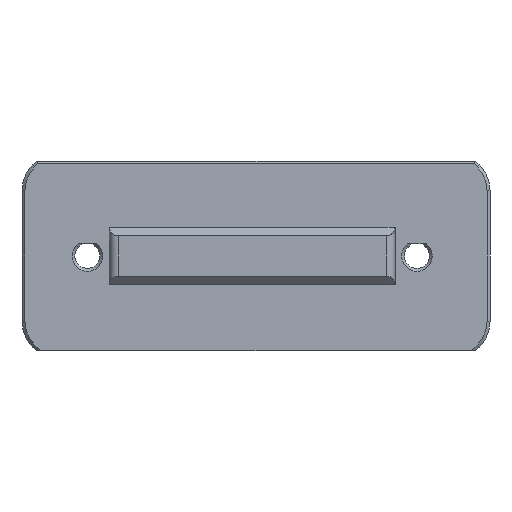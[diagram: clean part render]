
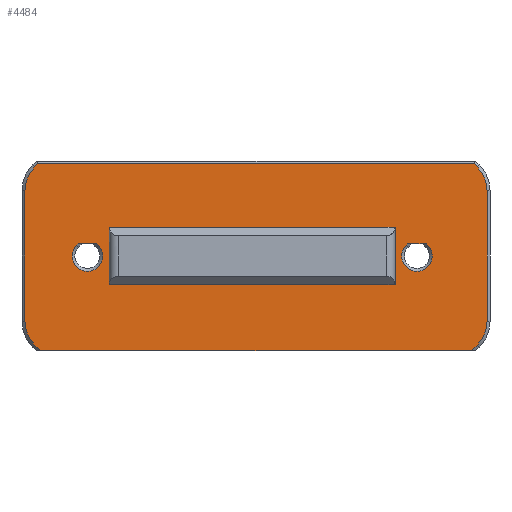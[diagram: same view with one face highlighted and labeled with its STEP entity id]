
A CAD part, left-side view. The second image highlights one B-rep face of the part: STEP entity #4484.
In plain terms, the highlighted planar face has unit normal (-1, 0, 0).
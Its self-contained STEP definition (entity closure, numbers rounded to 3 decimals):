
#114=FACE_BOUND('',#931,.T.);
#115=FACE_BOUND('',#932,.T.);
#116=FACE_BOUND('',#933,.T.);
#245=PLANE('',#4752);
#666=FACE_OUTER_BOUND('',#930,.T.);
#930=EDGE_LOOP('',(#4200,#4201,#4202,#4203,#4204,#4205,#4206,#4207,#4208,
#4209,#4210,#4211));
#931=EDGE_LOOP('',(#4212,#4213,#4214,#4215));
#932=EDGE_LOOP('',(#4216,#4217,#4218,#4219));
#933=EDGE_LOOP('',(#4220,#4221,#4222,#4223));
#1037=LINE('',#6635,#1459);
#1040=LINE('',#6646,#1462);
#1051=LINE('',#6670,#1473);
#1054=LINE('',#6681,#1476);
#1062=LINE('',#6700,#1484);
#1068=LINE('',#6711,#1490);
#1070=LINE('',#6717,#1492);
#1076=LINE('',#6732,#1498);
#1079=LINE('',#6741,#1501);
#1081=LINE('',#6750,#1503);
#1087=LINE('',#6765,#1509);
#1120=LINE('',#6837,#1542);
#1147=LINE('',#6907,#1569);
#1149=LINE('',#6913,#1571);
#1152=LINE('',#6921,#1574);
#1153=LINE('',#6923,#1575);
#1352=LINE('',#8380,#1774);
#1353=LINE('',#8382,#1775);
#1459=VECTOR('',#5024,10.);
#1462=VECTOR('',#5035,10.);
#1473=VECTOR('',#5056,10.);
#1476=VECTOR('',#5067,10.);
#1484=VECTOR('',#5085,10.);
#1490=VECTOR('',#5093,10.);
#1492=VECTOR('',#5097,10.);
#1498=VECTOR('',#5111,10.);
#1501=VECTOR('',#5122,10.);
#1503=VECTOR('',#5132,10.);
#1509=VECTOR('',#5146,10.);
#1542=VECTOR('',#5233,10.);
#1569=VECTOR('',#5302,10.);
#1571=VECTOR('',#5308,10.);
#1574=VECTOR('',#5317,10.);
#1575=VECTOR('',#5320,10.);
#1774=VECTOR('',#5663,10.);
#1775=VECTOR('',#5666,10.);
#1826=CIRCLE('',#4583,2.1);
#1829=CIRCLE('',#4592,2.1);
#1833=CIRCLE('',#4604,4.6);
#1835=CIRCLE('',#4608,4.6);
#1837=CIRCLE('',#4612,4.6);
#1839=CIRCLE('',#4616,4.6);
#2028=VERTEX_POINT('',#6628);
#2031=VERTEX_POINT('',#6633);
#2033=VERTEX_POINT('',#6638);
#2035=VERTEX_POINT('',#6644);
#2040=VERTEX_POINT('',#6663);
#2043=VERTEX_POINT('',#6668);
#2045=VERTEX_POINT('',#6673);
#2047=VERTEX_POINT('',#6679);
#2052=VERTEX_POINT('',#6698);
#2053=VERTEX_POINT('',#6699);
#2057=VERTEX_POINT('',#6709);
#2059=VERTEX_POINT('',#6714);
#2060=VERTEX_POINT('',#6716);
#2062=VERTEX_POINT('',#6722);
#2064=VERTEX_POINT('',#6728);
#2066=VERTEX_POINT('',#6734);
#2068=VERTEX_POINT('',#6743);
#2070=VERTEX_POINT('',#6749);
#2072=VERTEX_POINT('',#6755);
#2074=VERTEX_POINT('',#6761);
#2106=VERTEX_POINT('',#6900);
#2109=VERTEX_POINT('',#6905);
#2111=VERTEX_POINT('',#6911);
#2113=VERTEX_POINT('',#6919);
#2492=EDGE_CURVE('',#2031,#2028,#1037,.T.);
#2494=EDGE_CURVE('',#2033,#2031,#1826,.T.);
#2497=EDGE_CURVE('',#2035,#2033,#1040,.T.);
#2509=EDGE_CURVE('',#2043,#2040,#1051,.T.);
#2511=EDGE_CURVE('',#2045,#2043,#1829,.T.);
#2514=EDGE_CURVE('',#2047,#2045,#1054,.T.);
#2523=EDGE_CURVE('',#2052,#2053,#1062,.T.);
#2529=EDGE_CURVE('',#2057,#2052,#1068,.T.);
#2531=EDGE_CURVE('',#2059,#2060,#1070,.T.);
#2536=EDGE_CURVE('',#2060,#2062,#1833,.T.);
#2539=EDGE_CURVE('',#2062,#2064,#1076,.T.);
#2542=EDGE_CURVE('',#2064,#2066,#1835,.T.);
#2544=EDGE_CURVE('',#2066,#2057,#1079,.T.);
#2547=EDGE_CURVE('',#2053,#2068,#1837,.T.);
#2548=EDGE_CURVE('',#2068,#2070,#1081,.T.);
#2553=EDGE_CURVE('',#2070,#2072,#1839,.T.);
#2556=EDGE_CURVE('',#2072,#2074,#1087,.T.);
#2593=EDGE_CURVE('',#2074,#2059,#1120,.T.);
#2628=EDGE_CURVE('',#2106,#2109,#1147,.T.);
#2631=EDGE_CURVE('',#2109,#2111,#1149,.T.);
#2635=EDGE_CURVE('',#2111,#2113,#1152,.T.);
#2636=EDGE_CURVE('',#2113,#2106,#1153,.T.);
#2917=EDGE_CURVE('',#2047,#2040,#1352,.T.);
#2918=EDGE_CURVE('',#2035,#2028,#1353,.T.);
#4200=ORIENTED_EDGE('',*,*,#2531,.F.);
#4201=ORIENTED_EDGE('',*,*,#2593,.F.);
#4202=ORIENTED_EDGE('',*,*,#2556,.F.);
#4203=ORIENTED_EDGE('',*,*,#2553,.F.);
#4204=ORIENTED_EDGE('',*,*,#2548,.F.);
#4205=ORIENTED_EDGE('',*,*,#2547,.F.);
#4206=ORIENTED_EDGE('',*,*,#2523,.F.);
#4207=ORIENTED_EDGE('',*,*,#2529,.F.);
#4208=ORIENTED_EDGE('',*,*,#2544,.F.);
#4209=ORIENTED_EDGE('',*,*,#2542,.F.);
#4210=ORIENTED_EDGE('',*,*,#2539,.F.);
#4211=ORIENTED_EDGE('',*,*,#2536,.F.);
#4212=ORIENTED_EDGE('',*,*,#2918,.T.);
#4213=ORIENTED_EDGE('',*,*,#2492,.F.);
#4214=ORIENTED_EDGE('',*,*,#2494,.F.);
#4215=ORIENTED_EDGE('',*,*,#2497,.F.);
#4216=ORIENTED_EDGE('',*,*,#2917,.T.);
#4217=ORIENTED_EDGE('',*,*,#2509,.F.);
#4218=ORIENTED_EDGE('',*,*,#2511,.F.);
#4219=ORIENTED_EDGE('',*,*,#2514,.F.);
#4220=ORIENTED_EDGE('',*,*,#2628,.T.);
#4221=ORIENTED_EDGE('',*,*,#2631,.T.);
#4222=ORIENTED_EDGE('',*,*,#2635,.T.);
#4223=ORIENTED_EDGE('',*,*,#2636,.T.);
#4484=ADVANCED_FACE('',(#666,#114,#115,#116),#245,.T.);
#4583=AXIS2_PLACEMENT_3D('',#6640,#5028,#5029);
#4592=AXIS2_PLACEMENT_3D('',#6675,#5060,#5061);
#4604=AXIS2_PLACEMENT_3D('',#6726,#5105,#5106);
#4608=AXIS2_PLACEMENT_3D('',#6738,#5117,#5118);
#4612=AXIS2_PLACEMENT_3D('',#6747,#5128,#5129);
#4616=AXIS2_PLACEMENT_3D('',#6759,#5140,#5141);
#4752=AXIS2_PLACEMENT_3D('',#8393,#5683,#5684);
#5024=DIRECTION('',(0.,0.707,0.707));
#5028=DIRECTION('center_axis',(-1.,0.,0.));
#5029=DIRECTION('ref_axis',(0.,-1.,0.));
#5035=DIRECTION('',(0.,0.707,-0.707));
#5056=DIRECTION('',(0.,0.707,0.707));
#5060=DIRECTION('center_axis',(-1.,0.,0.));
#5061=DIRECTION('ref_axis',(0.,-1.,0.));
#5067=DIRECTION('',(0.,0.707,-0.707));
#5085=DIRECTION('',(0.,-0.707,-0.707));
#5093=DIRECTION('',(0.,-1.,0.));
#5097=DIRECTION('',(0.,0.707,0.707));
#5105=DIRECTION('center_axis',(1.,0.,0.));
#5106=DIRECTION('ref_axis',(0.,0.924,-0.383));
#5111=DIRECTION('',(0.,0.,1.));
#5117=DIRECTION('center_axis',(1.,0.,0.));
#5118=DIRECTION('ref_axis',(0.,0.924,0.383));
#5122=DIRECTION('',(0.,-0.707,0.707));
#5128=DIRECTION('center_axis',(1.,0.,0.));
#5129=DIRECTION('ref_axis',(0.,-0.924,0.383));
#5132=DIRECTION('',(0.,0.,-1.));
#5140=DIRECTION('center_axis',(1.,0.,0.));
#5141=DIRECTION('ref_axis',(0.,-0.924,-0.383));
#5146=DIRECTION('',(0.,0.707,-0.707));
#5233=DIRECTION('',(0.,1.,0.));
#5302=DIRECTION('',(0.,0.,-1.));
#5308=DIRECTION('',(0.,1.,0.));
#5317=DIRECTION('',(0.,0.,1.));
#5320=DIRECTION('',(0.,-1.,0.));
#5663=DIRECTION('',(0.,-1.,0.));
#5666=DIRECTION('',(0.,-1.,0.));
#5683=DIRECTION('center_axis',(-1.,0.,0.));
#5684=DIRECTION('ref_axis',(0.,-1.,0.));
#6628=CARTESIAN_POINT('',(-20.825,21.284,14.7));
#6633=CARTESIAN_POINT('',(-20.825,21.069,14.485));
#6635=CARTESIAN_POINT('',(-20.825,20.304,13.72));
#6638=CARTESIAN_POINT('',(-20.825,24.039,14.485));
#6640=CARTESIAN_POINT('Origin',(-20.825,22.554,13.));
#6644=CARTESIAN_POINT('',(-20.825,23.824,14.7));
#6646=CARTESIAN_POINT('',(-20.825,29.525,8.998));
#6663=CARTESIAN_POINT('',(-20.825,-23.824,14.7));
#6668=CARTESIAN_POINT('',(-20.825,-24.039,14.485));
#6670=CARTESIAN_POINT('',(-20.825,-13.526,24.997));
#6673=CARTESIAN_POINT('',(-20.825,-21.069,14.485));
#6675=CARTESIAN_POINT('Origin',(-20.825,-22.554,13.));
#6679=CARTESIAN_POINT('',(-20.825,-21.284,14.7));
#6681=CARTESIAN_POINT('',(-20.825,-4.305,-2.279));
#6698=CARTESIAN_POINT('',(-20.825,-30.388,25.6));
#6699=CARTESIAN_POINT('',(-20.825,-30.807,25.182));
#6700=CARTESIAN_POINT('',(-20.825,-21.758,34.231));
#6709=CARTESIAN_POINT('',(-20.825,29.334,25.6));
#6711=CARTESIAN_POINT('',(-20.825,15.487,25.6));
#6714=CARTESIAN_POINT('',(-20.825,28.934,0.));
#6716=CARTESIAN_POINT('',(-20.825,29.753,0.818));
#6717=CARTESIAN_POINT('',(-20.825,30.217,1.283));
#6722=CARTESIAN_POINT('',(-20.825,31.1,4.071));
#6726=CARTESIAN_POINT('Origin',(-20.825,26.5,4.071));
#6728=CARTESIAN_POINT('',(-20.825,31.1,21.929));
#6732=CARTESIAN_POINT('',(-20.825,31.1,0.));
#6734=CARTESIAN_POINT('',(-20.825,29.753,25.182));
#6738=CARTESIAN_POINT('Origin',(-20.825,26.5,21.929));
#6741=CARTESIAN_POINT('',(-20.825,36.717,18.217));
#6743=CARTESIAN_POINT('',(-20.825,-32.154,21.929));
#6747=CARTESIAN_POINT('Origin',(-20.825,-27.554,21.929));
#6749=CARTESIAN_POINT('',(-20.825,-32.154,4.071));
#6750=CARTESIAN_POINT('',(-20.825,-32.154,0.));
#6755=CARTESIAN_POINT('',(-20.825,-30.807,0.818));
#6759=CARTESIAN_POINT('Origin',(-20.825,-27.554,4.071));
#6761=CARTESIAN_POINT('',(-20.825,-29.988,0.));
#6765=CARTESIAN_POINT('',(-20.825,-15.258,-14.731));
#6837=CARTESIAN_POINT('',(-20.825,-32.554,0.));
#6900=CARTESIAN_POINT('',(-20.825,-19.554,16.95));
#6905=CARTESIAN_POINT('',(-20.825,-19.554,9.05));
#6907=CARTESIAN_POINT('',(-20.825,-19.554,4.525));
#6911=CARTESIAN_POINT('',(-20.825,19.554,9.05));
#6913=CARTESIAN_POINT('',(-20.825,25.527,9.05));
#6919=CARTESIAN_POINT('',(-20.825,19.554,16.95));
#6921=CARTESIAN_POINT('',(-20.825,19.554,8.475));
#6923=CARTESIAN_POINT('',(-20.825,5.973,16.95));
#8380=CARTESIAN_POINT('',(-20.825,4.825,14.7));
#8382=CARTESIAN_POINT('',(-20.825,27.379,14.7));
#8393=CARTESIAN_POINT('Origin',(-20.825,31.5,0.));
